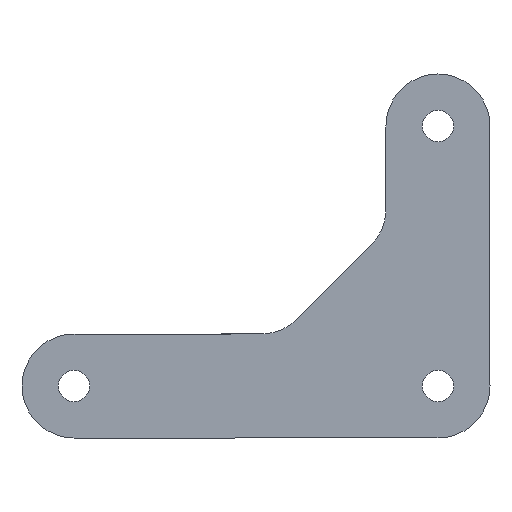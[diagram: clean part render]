
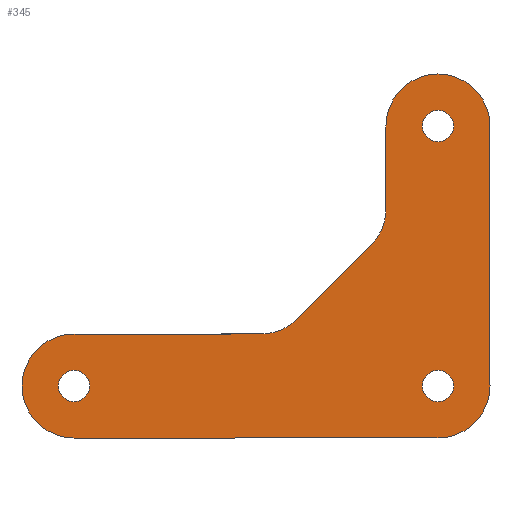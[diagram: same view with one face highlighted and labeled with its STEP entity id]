
A CAD part, front view. The second image highlights one B-rep face of the part: STEP entity #345.
In plain terms, the highlighted free-form (B-spline) face has degree [1, 1] with [2, 2] control points.
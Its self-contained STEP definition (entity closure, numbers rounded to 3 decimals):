
#13=B_SPLINE_CURVE_WITH_KNOTS('',5,(#516,#517,#518,#519,#520,#521,#522,
#523),.UNSPECIFIED.,.F.,.F.,(6,2,6),(0.,0.5,1.),.UNSPECIFIED.);
#14=B_SPLINE_CURVE_WITH_KNOTS('',5,(#542,#543,#544,#545,#546,#547,#548,
#549),.UNSPECIFIED.,.F.,.F.,(6,2,6),(0.,0.5,1.),.UNSPECIFIED.);
#21=B_SPLINE_SURFACE_WITH_KNOTS('',1,1,((#627,#628),(#629,#630)),
 .PLANE_SURF.,.F.,.F.,.F.,(2,2),(2,2),(0.,1.),(0.,1.),.UNSPECIFIED.);
#32=LINE('',#569,#56);
#39=LINE('',#620,#63);
#41=LINE('',#626,#65);
#42=LINE('',#636,#66);
#43=LINE('',#637,#67);
#56=VECTOR('',#404,1000.);
#63=VECTOR('',#423,1000.);
#65=VECTOR('',#425,1000.);
#66=VECTOR('',#432,1000.);
#67=VECTOR('',#433,1000.);
#113=ORIENTED_EDGE('',*,*,#196,.F.);
#114=ORIENTED_EDGE('',*,*,#208,.F.);
#115=ORIENTED_EDGE('',*,*,#209,.F.);
#116=ORIENTED_EDGE('',*,*,#210,.F.);
#117=ORIENTED_EDGE('',*,*,#207,.T.);
#118=ORIENTED_EDGE('',*,*,#185,.T.);
#119=ORIENTED_EDGE('',*,*,#192,.F.);
#120=ORIENTED_EDGE('',*,*,#187,.T.);
#121=ORIENTED_EDGE('',*,*,#211,.T.);
#122=ORIENTED_EDGE('',*,*,#179,.F.);
#123=ORIENTED_EDGE('',*,*,#212,.T.);
#124=ORIENTED_EDGE('',*,*,#213,.T.);
#125=ORIENTED_EDGE('',*,*,#205,.T.);
#126=ORIENTED_EDGE('',*,*,#202,.T.);
#127=ORIENTED_EDGE('',*,*,#201,.T.);
#128=ORIENTED_EDGE('',*,*,#214,.T.);
#129=ORIENTED_EDGE('',*,*,#175,.T.);
#175=EDGE_CURVE('',#225,#226,#259,.T.);
#179=EDGE_CURVE('',#229,#230,#261,.T.);
#185=EDGE_CURVE('',#236,#235,#13,.T.);
#187=EDGE_CURVE('',#237,#238,#14,.F.);
#192=EDGE_CURVE('',#237,#235,#32,.T.);
#196=EDGE_CURVE('',#244,#242,#264,.T.);
#201=EDGE_CURVE('',#250,#249,#267,.T.);
#202=EDGE_CURVE('',#246,#250,#268,.T.);
#205=EDGE_CURVE('',#252,#246,#39,.T.);
#207=EDGE_CURVE('',#249,#236,#41,.T.);
#208=EDGE_CURVE('',#242,#244,#269,.T.);
#209=EDGE_CURVE('',#253,#254,#270,.T.);
#210=EDGE_CURVE('',#254,#253,#271,.T.);
#211=EDGE_CURVE('',#238,#230,#42,.T.);
#212=EDGE_CURVE('',#229,#255,#43,.T.);
#213=EDGE_CURVE('',#255,#252,#272,.T.);
#214=EDGE_CURVE('',#226,#225,#273,.T.);
#225=VERTEX_POINT('',#463);
#226=VERTEX_POINT('',#464);
#229=VERTEX_POINT('',#481);
#230=VERTEX_POINT('',#482);
#235=VERTEX_POINT('',#515);
#236=VERTEX_POINT('',#524);
#237=VERTEX_POINT('',#550);
#238=VERTEX_POINT('',#551);
#242=VERTEX_POINT('',#580);
#244=VERTEX_POINT('',#584);
#246=VERTEX_POINT('',#602);
#249=VERTEX_POINT('',#608);
#250=VERTEX_POINT('',#610);
#252=VERTEX_POINT('',#618);
#253=VERTEX_POINT('',#633);
#254=VERTEX_POINT('',#634);
#255=VERTEX_POINT('',#638);
#259=CIRCLE('',#367,1.5);
#261=CIRCLE('',#369,5.);
#264=CIRCLE('',#372,1.5);
#267=CIRCLE('',#375,5.);
#268=CIRCLE('',#376,5.);
#269=CIRCLE('',#377,1.5);
#270=CIRCLE('',#378,1.5);
#271=CIRCLE('',#379,1.5);
#272=CIRCLE('',#380,5.);
#273=CIRCLE('',#381,1.5);
#288=EDGE_LOOP('',(#113,#114));
#289=EDGE_LOOP('',(#115,#116));
#290=EDGE_LOOP('',(#117,#118,#119,#120,#121,#122,#123,#124,#125,#126,#127));
#291=EDGE_LOOP('',(#128,#129));
#312=FACE_BOUND('',#288,.T.);
#313=FACE_BOUND('',#289,.T.);
#314=FACE_BOUND('',#290,.T.);
#315=FACE_BOUND('',#291,.T.);
#345=ADVANCED_FACE('',(#312,#313,#314,#315),#21,.F.);
#367=AXIS2_PLACEMENT_3D('',#462,#389,#390);
#369=AXIS2_PLACEMENT_3D('',#480,#393,#394);
#372=AXIS2_PLACEMENT_3D('',#585,#409,#410);
#375=AXIS2_PLACEMENT_3D('',#609,#417,#418);
#376=AXIS2_PLACEMENT_3D('',#611,#419,#420);
#377=AXIS2_PLACEMENT_3D('',#631,#426,#427);
#378=AXIS2_PLACEMENT_3D('',#632,#428,#429);
#379=AXIS2_PLACEMENT_3D('',#635,#430,#431);
#380=AXIS2_PLACEMENT_3D('',#639,#434,#435);
#381=AXIS2_PLACEMENT_3D('',#640,#436,#437);
#389=DIRECTION('',(0.,1.,0.));
#390=DIRECTION('',(0.,0.,1.));
#393=DIRECTION('',(0.,1.,0.));
#394=DIRECTION('',(0.,0.,1.));
#404=DIRECTION('',(0.707,0.,0.707));
#409=DIRECTION('',(0.,-1.,0.));
#410=DIRECTION('',(0.,0.,1.));
#417=DIRECTION('',(0.,-1.,0.));
#418=DIRECTION('',(0.,0.,1.));
#419=DIRECTION('',(0.,-1.,0.));
#420=DIRECTION('',(0.,0.,1.));
#423=DIRECTION('',(0.,0.,1.));
#425=DIRECTION('',(0.,0.,-1.));
#426=DIRECTION('',(0.,-1.,0.));
#427=DIRECTION('',(0.,0.,1.));
#428=DIRECTION('',(0.,-1.,0.));
#429=DIRECTION('',(-1.,0.,0.));
#430=DIRECTION('',(0.,-1.,0.));
#431=DIRECTION('',(-1.,0.,0.));
#432=DIRECTION('',(-1.,0.,0.));
#433=DIRECTION('',(1.,0.,0.));
#434=DIRECTION('',(0.,-1.,0.));
#435=DIRECTION('',(-1.,0.,0.));
#436=DIRECTION('',(0.,1.,0.));
#437=DIRECTION('',(0.,0.,1.));
#462=CARTESIAN_POINT('',(-24.826,0.,-6.352));
#463=CARTESIAN_POINT('',(-24.826,0.,-7.852));
#464=CARTESIAN_POINT('',(-24.826,0.,-4.852));
#480=CARTESIAN_POINT('',(-24.826,0.,-6.352));
#481=CARTESIAN_POINT('',(-24.826,0.,-11.352));
#482=CARTESIAN_POINT('',(-24.826,0.,-1.352));
#515=CARTESIAN_POINT('',(3.71,0.,7.183));
#516=CARTESIAN_POINT('',(5.174,0.,10.719));
#517=CARTESIAN_POINT('',(5.174,0.,10.408));
#518=CARTESIAN_POINT('',(5.174,0.,10.097));
#519=CARTESIAN_POINT('',(5.028,0.,9.192));
#520=CARTESIAN_POINT('',(4.686,0.,8.367));
#521=CARTESIAN_POINT('',(4.149,0.,7.623));
#522=CARTESIAN_POINT('',(3.93,0.,7.403));
#523=CARTESIAN_POINT('',(3.71,0.,7.183));
#524=CARTESIAN_POINT('',(5.174,0.,10.719));
#542=CARTESIAN_POINT('',(-6.897,0.,-1.352));
#543=CARTESIAN_POINT('',(-6.586,0.,-1.352));
#544=CARTESIAN_POINT('',(-6.275,0.,-1.352));
#545=CARTESIAN_POINT('',(-5.369,0.,-1.206));
#546=CARTESIAN_POINT('',(-4.545,0.,-0.864));
#547=CARTESIAN_POINT('',(-3.8,0.,-0.327));
#548=CARTESIAN_POINT('',(-3.581,0.,-0.107));
#549=CARTESIAN_POINT('',(-3.361,0.,0.112));
#550=CARTESIAN_POINT('',(-3.361,0.,0.112));
#551=CARTESIAN_POINT('',(-6.897,0.,-1.352));
#569=CARTESIAN_POINT('',(-5.688,0.,-2.215));
#580=CARTESIAN_POINT('',(10.174,0.,20.148));
#584=CARTESIAN_POINT('',(10.174,0.,17.148));
#585=CARTESIAN_POINT('',(10.174,0.,18.648));
#602=CARTESIAN_POINT('',(15.174,0.,18.648));
#608=CARTESIAN_POINT('',(5.174,0.,18.648));
#609=CARTESIAN_POINT('',(10.174,0.,18.648));
#610=CARTESIAN_POINT('',(10.174,0.,23.648));
#611=CARTESIAN_POINT('',(10.174,0.,18.648));
#618=CARTESIAN_POINT('',(15.174,0.,-6.352));
#620=CARTESIAN_POINT('',(15.174,0.,6.148));
#626=CARTESIAN_POINT('',(5.174,0.,6.148));
#627=CARTESIAN_POINT('',(17.438,0.,25.618));
#628=CARTESIAN_POINT('',(-32.359,0.,25.618));
#629=CARTESIAN_POINT('',(17.438,0.,-13.113));
#630=CARTESIAN_POINT('',(-32.359,0.,-13.113));
#631=CARTESIAN_POINT('',(10.174,0.,18.648));
#632=CARTESIAN_POINT('',(10.174,0.,-6.352));
#633=CARTESIAN_POINT('',(11.674,0.,-6.352));
#634=CARTESIAN_POINT('',(8.674,0.,-6.352));
#635=CARTESIAN_POINT('',(10.174,0.,-6.352));
#636=CARTESIAN_POINT('',(-2.326,0.,-1.352));
#637=CARTESIAN_POINT('',(-2.326,0.,-11.352));
#638=CARTESIAN_POINT('',(10.174,0.,-11.352));
#639=CARTESIAN_POINT('',(10.174,0.,-6.352));
#640=CARTESIAN_POINT('',(-24.826,0.,-6.352));
